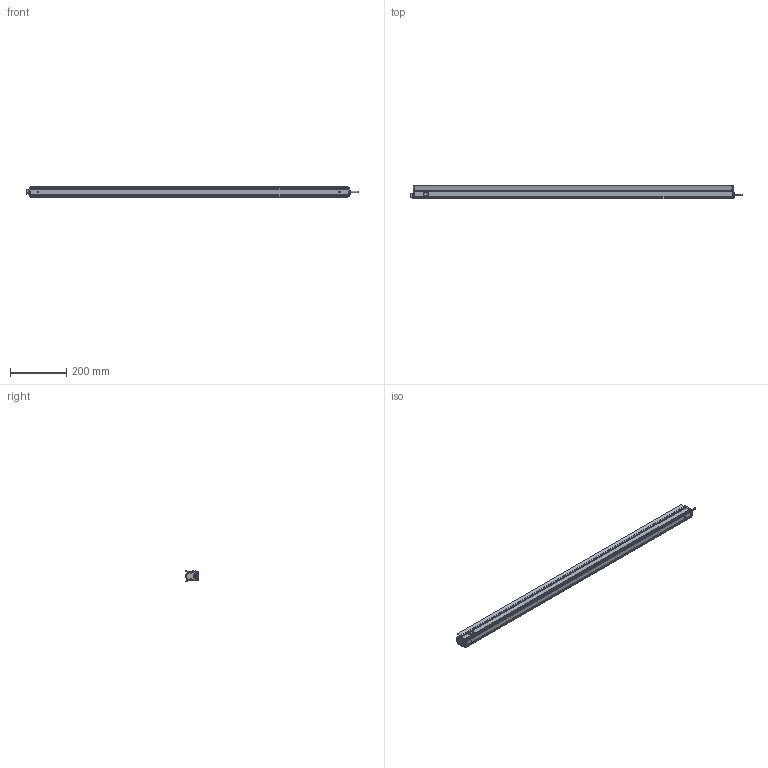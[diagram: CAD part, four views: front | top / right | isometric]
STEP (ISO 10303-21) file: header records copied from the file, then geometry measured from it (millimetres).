
FILE_DESCRIPTION((''),'2;1');
FILE_NAME('192505_ASM','2016-01-04T',('pdmadmin'),(''),'PRO/ENGINEER BY PARAMETRIC TECHNOLOGY CORPORATION, 2013230','PRO/ENGINEER BY PARAMETRIC TECHNOLOGY CORPORATION, 2013230','');
FILE_SCHEMA(('CONFIG_CONTROL_DESIGN'));
Length unit declared in the file: inch
Products named in the file (20): 169952_AF0; 175523_169952_ASM; 169947; 171078; CANAL_MR2-131C__-N__1-10NC; 166960_ASM; 138905; 169957; 145997_HSG; 306-00249; 307-00176; 145997_ASM; 170224; 171081; CABLE_190; 175638_ASM; 192493; 188831_1_AF0; 192493_ASM; 192505_ASM
Assembly tree (29 placements, depth 4):
  192505_ASM
    175638_ASM
      175523_169952_ASM
        169952_AF0
      169947
      171078
      166960_ASM
        CANAL_MR2-131C__-N__1-10NC
      138905  x8
      169957
      145997_ASM
        145997_HSG
        306-00249  x4
        307-00176
      170224
      171081
      CABLE_190
    192493_ASM
      192493
      188831_1_AF0
Bounding box: 1184.44 x 48 x 39.19 mm (x, y, z)
Volume: 442857.4 mm3; surface area: 670529.9 mm2
Topology: 24 solids, 25 shells, 2053 faces, 5457 edges, 3496 vertices
Faces by surface type: cylinder 803, plane 750, bspline 258, cone 98, torus 88, sphere 46, extrusion 10
Entity records: 45897 total; most frequent: CARTESIAN_POINT 16145, ORIENTED_EDGE 6190, DIRECTION 6162, EDGE_CURVE 3100, AXIS2_PLACEMENT_3D 2194, VERTEX_POINT 2000, VECTOR 1774, LINE 1764
